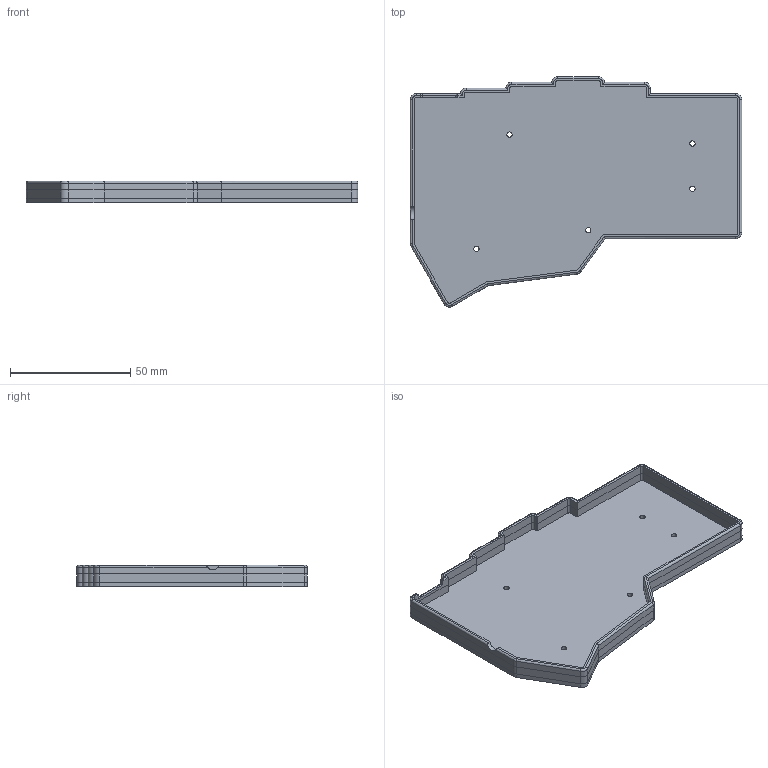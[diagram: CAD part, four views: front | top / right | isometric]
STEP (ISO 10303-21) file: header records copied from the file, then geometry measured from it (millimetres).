
FILE_DESCRIPTION(/* description */ ('STEP AP242','CAx-IF Rec.Pracs.---Representation and Presentation of Product Manufacturing Information (PMI)---4.0---2014-10-13','CAx-IF Rec.Pracs.---3D Tessellated Geometry---0.4---2014-09-14','2;1'),/* implementation_level */ '2;1');
FILE_NAME(/* name */ '68ff33dca7dba774b82342e3',/* time_stamp */ '2025-10-27T08:57:01Z',/* author */ (''),/* organization */ (''),/* preprocessor_version */ 'ST-DEVELOPER v20',/* originating_system */ 'ONSHAPE BY PTC INC, 1.205',/* authorisation */ ' ');
FILE_SCHEMA (('AP242_MANAGED_MODEL_BASED_3D_ENGINEERING_MIM_LF { 1 0 10303 442 1 1 4 }'));
Length unit declared in the file: metre
Products named in the file (3): Part 27; Part 30; Part 31
Bounding box: 137.75 x 95.72 x 9 mm (x, y, z)
Volume: 22992.3 mm3; surface area: 29617.3 mm2
Topology: 3 solids, 3 shells, 201 faces, 556 edges, 360 vertices
Faces by surface type: cylinder 97, plane 91, torus 13
Full cylindrical faces by diameter (mm): 2.2 x5
Entity records: 6516 total; most frequent: DIRECTION 1150, CARTESIAN_POINT 1135, ORIENTED_EDGE 1102, EDGE_CURVE 551, AXIS2_PLACEMENT_3D 400, VERTEX_POINT 360, LINE 350, VECTOR 350
